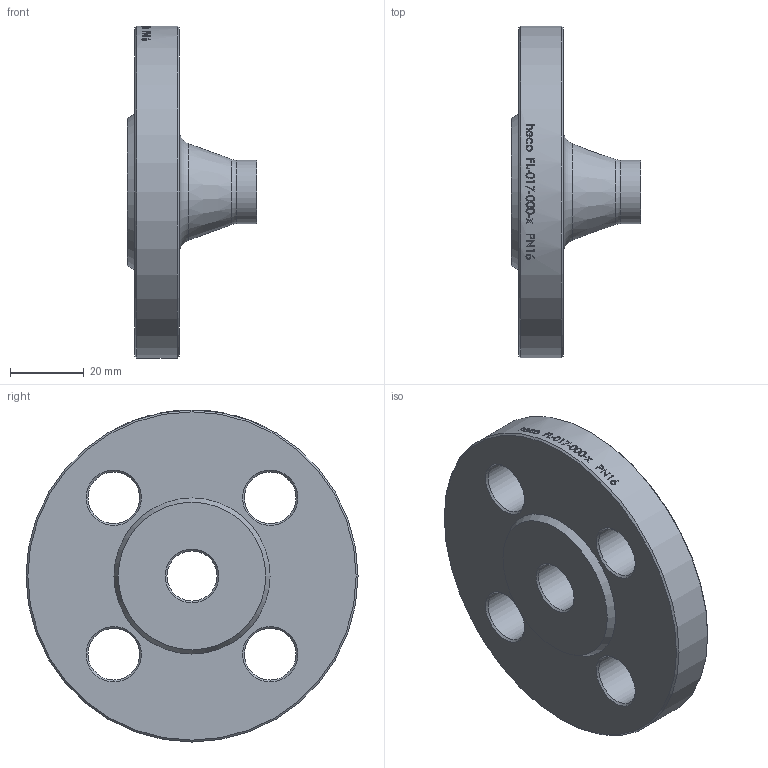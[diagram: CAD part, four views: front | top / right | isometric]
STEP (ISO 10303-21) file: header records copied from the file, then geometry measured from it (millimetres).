
FILE_DESCRIPTION (( 'STEP AP214' ), '1' );
FILE_NAME ('FL-017-000-x Vorschweissflansch PN16 Iso DIN2633 2009.STEP', '2020-09-07T14:31:10', ( '' ), ( '' ), 'SwSTEP 2.0', 'SolidWorks 2019', '' );
FILE_SCHEMA (( 'AUTOMOTIVE_DESIGN' ));
Length unit declared in the file: millimetre
Products named in the file (1): FL-017-000-x Vorschweissflansch PN16 Iso DIN2633 2009
Bounding box: 35 x 90 x 90 mm (x, y, z)
Volume: 74099.7 mm3; surface area: 19085.8 mm2
Topology: 1 solids, 1 shells, 54 faces, 236 edges, 214 vertices
Faces by surface type: cylinder 35, cone 13, plane 4, torus 2
Full cylindrical faces by diameter (mm): 13.6 x1, 14 x4, 17.2 x1, 90 x1
Entity records: 4719 total; most frequent: CARTESIAN_POINT 2647, ORIENTED_EDGE 416, DIRECTION 279, VERTEX_POINT 208, EDGE_CURVE 208, AXIS2_PLACEMENT_3D 124, EDGE_LOOP 116, B_SPLINE_CURVE_WITH_KNOTS 108
